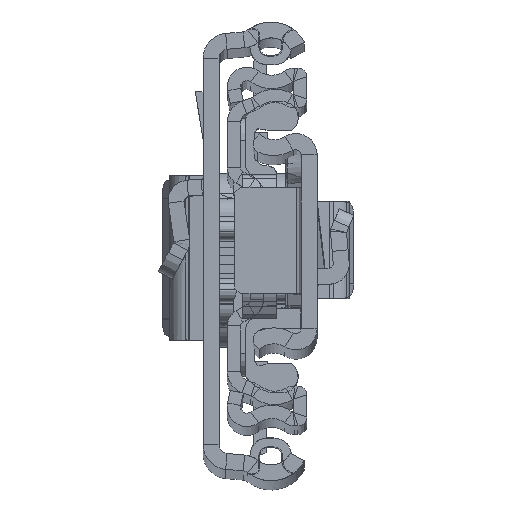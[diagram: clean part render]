
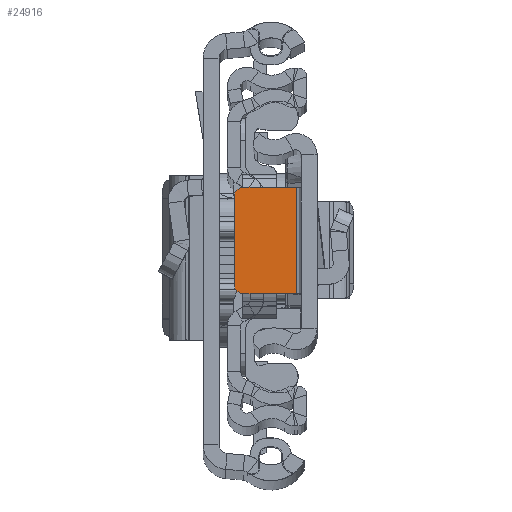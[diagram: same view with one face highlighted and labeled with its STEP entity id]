
A CAD part, top view. The second image highlights one B-rep face of the part: STEP entity #24916.
In plain terms, the highlighted planar face has unit normal (0, 0, 1).
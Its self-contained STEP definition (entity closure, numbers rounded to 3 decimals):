
#97 = DIRECTION ( 'NONE',  ( 0., -1., 0. ) ) ;
#290 = EDGE_CURVE ( 'NONE', #632, #28133, #7796, .T. ) ;
#365 = CARTESIAN_POINT ( 'NONE',  ( -9.4, 6.151, -6.8 ) ) ;
#632 = VERTEX_POINT ( 'NONE', #25900 ) ;
#3263 = CARTESIAN_POINT ( 'NONE',  ( -2.3, 6.151, -6.8 ) ) ;
#4092 = LINE ( 'NONE', #29368, #19768 ) ;
#4126 = EDGE_CURVE ( 'NONE', #18817, #632, #18699, .T. ) ;
#4192 = PLANE ( 'NONE',  #17758 ) ;
#4363 = DIRECTION ( 'NONE',  ( 0., 1., 0. ) ) ;
#4859 = EDGE_CURVE ( 'NONE', #29371, #18817, #4092, .T. ) ;
#5169 = VECTOR ( 'NONE', #4363, 1000. ) ;
#5984 = CARTESIAN_POINT ( 'NONE',  ( -8.4, -4.849, -6.8 ) ) ;
#6137 = CARTESIAN_POINT ( 'NONE',  ( -9.4, 5.151, -6.8 ) ) ;
#6488 = DIRECTION ( 'NONE',  ( 0., 0., 1. ) ) ;
#6627 = EDGE_LOOP ( 'NONE', ( #19573, #11068, #15002, #29597, #7876, #10183 ) ) ;
#6887 = CIRCLE ( 'NONE', #12215, 1. ) ;
#7276 = CARTESIAN_POINT ( 'NONE',  ( -8.4, -5.849, -6.8 ) ) ;
#7796 = LINE ( 'NONE', #16542, #7915 ) ;
#7876 = ORIENTED_EDGE ( 'NONE', *, *, #4859, .F. ) ;
#7915 = VECTOR ( 'NONE', #17001, 1000. ) ;
#7997 = CARTESIAN_POINT ( 'NONE',  ( -9.4, -4.849, -6.8 ) ) ;
#8469 = EDGE_CURVE ( 'NONE', #22959, #28133, #21484, .T. ) ;
#8501 = VERTEX_POINT ( 'NONE', #6137 ) ;
#9642 = VECTOR ( 'NONE', #97, 1000. ) ;
#10183 = ORIENTED_EDGE ( 'NONE', *, *, #28249, .T. ) ;
#10754 = DIRECTION ( 'NONE',  ( 1., 0., 0. ) ) ;
#11068 = ORIENTED_EDGE ( 'NONE', *, *, #8469, .T. ) ;
#12215 = AXIS2_PLACEMENT_3D ( 'NONE', #27221, #6488, #10754 ) ;
#15002 = ORIENTED_EDGE ( 'NONE', *, *, #290, .F. ) ;
#15232 = CARTESIAN_POINT ( 'NONE',  ( 0., 0., -6.8 ) ) ;
#16542 = CARTESIAN_POINT ( 'NONE',  ( -9.4, -5.849, -6.8 ) ) ;
#16543 = LINE ( 'NONE', #365, #5169 ) ;
#17001 = DIRECTION ( 'NONE',  ( -1., 0., 0. ) ) ;
#17758 = AXIS2_PLACEMENT_3D ( 'NONE', #15232, #18104, #17961 ) ;
#17861 = DIRECTION ( 'NONE',  ( 1., 0., 0. ) ) ;
#17961 = DIRECTION ( 'NONE',  ( 1., 0., 0. ) ) ;
#18104 = DIRECTION ( 'NONE',  ( 0., 0., 1. ) ) ;
#18699 = LINE ( 'NONE', #21827, #9642 ) ;
#18817 = VERTEX_POINT ( 'NONE', #3263 ) ;
#19573 = ORIENTED_EDGE ( 'NONE', *, *, #23917, .F. ) ;
#19768 = VECTOR ( 'NONE', #17861, 1000. ) ;
#21484 = CIRCLE ( 'NONE', #23396, 1. ) ;
#21827 = CARTESIAN_POINT ( 'NONE',  ( -2.3, 6.151, -6.8 ) ) ;
#22959 = VERTEX_POINT ( 'NONE', #7997 ) ;
#23396 = AXIS2_PLACEMENT_3D ( 'NONE', #5984, #26264, #24016 ) ;
#23917 = EDGE_CURVE ( 'NONE', #22959, #8501, #16543, .T. ) ;
#24016 = DIRECTION ( 'NONE',  ( 1., 0., 0. ) ) ;
#24636 = FACE_OUTER_BOUND ( 'NONE', #6627, .T. ) ;
#24916 = ADVANCED_FACE ( 'NONE', ( #24636 ), #4192, .T. ) ;
#25900 = CARTESIAN_POINT ( 'NONE',  ( -2.3, -5.849, -6.8 ) ) ;
#26264 = DIRECTION ( 'NONE',  ( 0., 0., 1. ) ) ;
#27221 = CARTESIAN_POINT ( 'NONE',  ( -8.4, 5.151, -6.8 ) ) ;
#27304 = CARTESIAN_POINT ( 'NONE',  ( -8.4, 6.151, -6.8 ) ) ;
#28133 = VERTEX_POINT ( 'NONE', #7276 ) ;
#28249 = EDGE_CURVE ( 'NONE', #29371, #8501, #6887, .T. ) ;
#29368 = CARTESIAN_POINT ( 'NONE',  ( -1.8, 6.151, -6.8 ) ) ;
#29371 = VERTEX_POINT ( 'NONE', #27304 ) ;
#29597 = ORIENTED_EDGE ( 'NONE', *, *, #4126, .F. ) ;
